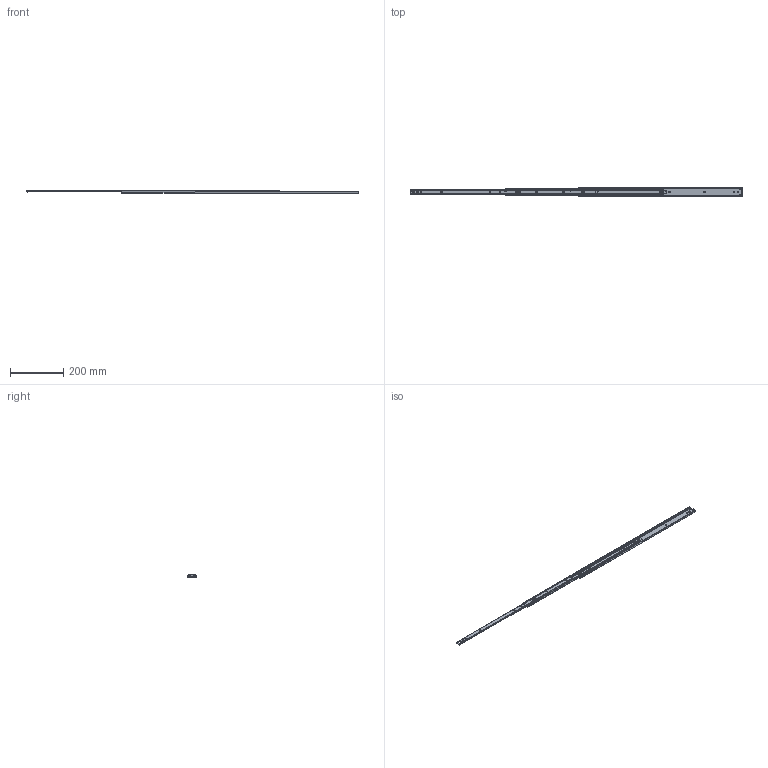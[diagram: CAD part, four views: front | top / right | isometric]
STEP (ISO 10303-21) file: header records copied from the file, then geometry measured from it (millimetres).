
FILE_DESCRIPTION (( 'STEP AP203' ), '1' );
FILE_NAME ('C357-24.STEP', '2021-03-23T05:27:10', ( '' ), ( '' ), 'SwSTEP 2.0', 'SolidWorks 2019', '' );
FILE_SCHEMA (( 'CONFIG_CONTROL_DESIGN' ));
Length unit declared in the file: millimetre
Products named in the file (9): PN65A; PN282; C357-24; PN159; PN66; C357-24 CM; C357-24 IM; PN101; C357-24 OM
Assembly tree (9 placements, depth 2):
  C357-24
    C357-24 OM
    C357-24 CM
    PN65A
    PN66
    PN159
    C357-24 IM
    PN282
    PN101  x2
Bounding box: 1241.6 x 35.3 x 13 mm (x, y, z)
Volume: 106424.9 mm3; surface area: 139678.4 mm2
Topology: 9 solids, 9 shells, 503 faces, 1416 edges, 925 vertices
Faces by surface type: plane 270, cylinder 211, torus 18, bspline 4
Entity records: 17563 total; most frequent: CARTESIAN_POINT 3514, ORIENTED_EDGE 2792, DIRECTION 2722, EDGE_CURVE 1396, AXIS2_PLACEMENT_3D 932, VERTEX_POINT 914, LINE 858, VECTOR 858
